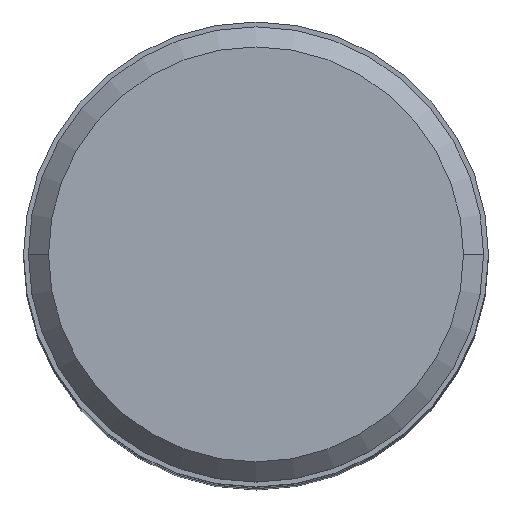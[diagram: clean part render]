
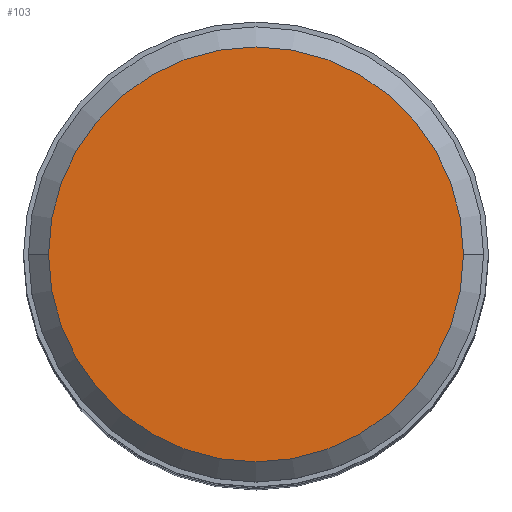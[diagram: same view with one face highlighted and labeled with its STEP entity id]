
A CAD part, top view. The second image highlights one B-rep face of the part: STEP entity #103.
In plain terms, the highlighted planar face has unit normal (0, 0, 1).
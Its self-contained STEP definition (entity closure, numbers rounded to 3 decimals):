
#61=PLANE('',#913);
#103=ADVANCED_FACE('',(#166),#61,.F.);
#166=FACE_OUTER_BOUND('',#216,.T.);
#216=EDGE_LOOP('',(#324,#325));
#324=ORIENTED_EDGE('',*,*,#546,.T.);
#325=ORIENTED_EDGE('',*,*,#547,.T.);
#472=VERTEX_POINT('',#1496);
#473=VERTEX_POINT('',#1497);
#546=EDGE_CURVE('',#472,#473,#654,.T.);
#547=EDGE_CURVE('',#473,#472,#655,.T.);
#654=CIRCLE('',#911,22.665);
#655=CIRCLE('',#912,22.665);
#911=AXIS2_PLACEMENT_3D('',#1495,#1117,#1118);
#912=AXIS2_PLACEMENT_3D('',#1498,#1119,#1120);
#913=AXIS2_PLACEMENT_3D('',#1499,#1121,#1122);
#1117=DIRECTION('',(0.,0.,1.));
#1118=DIRECTION('',(1.,0.,0.));
#1119=DIRECTION('',(0.,0.,1.));
#1120=DIRECTION('',(-1.,0.,0.));
#1121=DIRECTION('',(0.,0.,-1.));
#1122=DIRECTION('',(1.,0.,0.));
#1495=CARTESIAN_POINT('',(0.,0.,43.66));
#1496=CARTESIAN_POINT('',(22.665,0.,43.66));
#1497=CARTESIAN_POINT('',(-22.665,0.,43.66));
#1498=CARTESIAN_POINT('',(0.,0.,43.66));
#1499=CARTESIAN_POINT('',(0.,0.,43.66));
